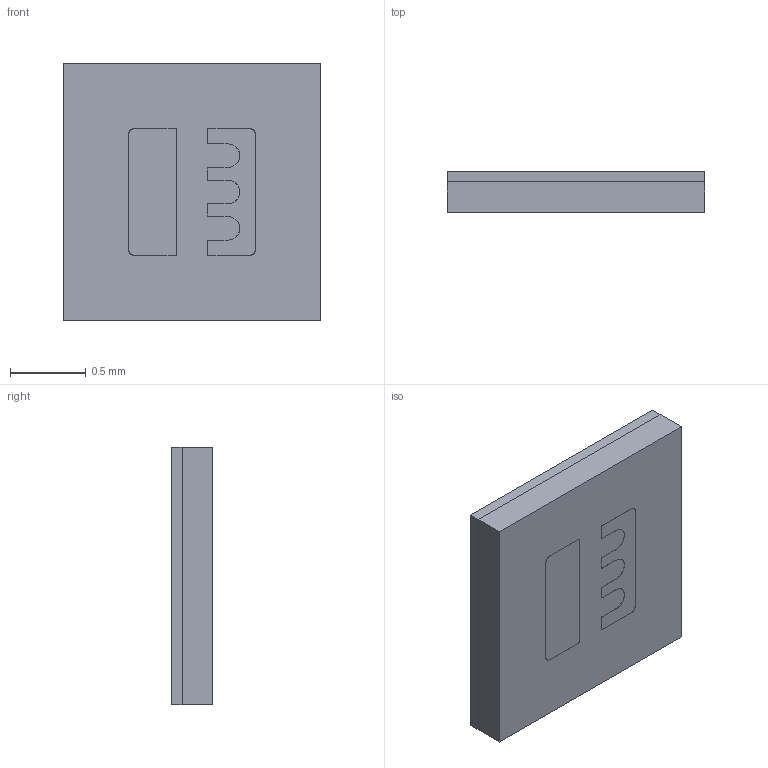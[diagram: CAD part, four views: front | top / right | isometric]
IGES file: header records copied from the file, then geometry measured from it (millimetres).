
Start section: SolidWorks IGES file using analytic representation for surfaces
Global section: file name: E17AV1-0.27.IGS; native system: SolidWorks 2016; preprocessor: SolidWorks 2016; author: HIshizawa; date: 220121.145612; units: inch
Bounding box: 1.7 x 0.27 x 1.7 mm (x, y, z)
Surface area: 13.4 mm2 (no closed solid volume)
Topology: 0 solids, 0 shells, 51 faces, 334 edges, 334 vertices
Faces by surface type: bspline 31, revolution 20
